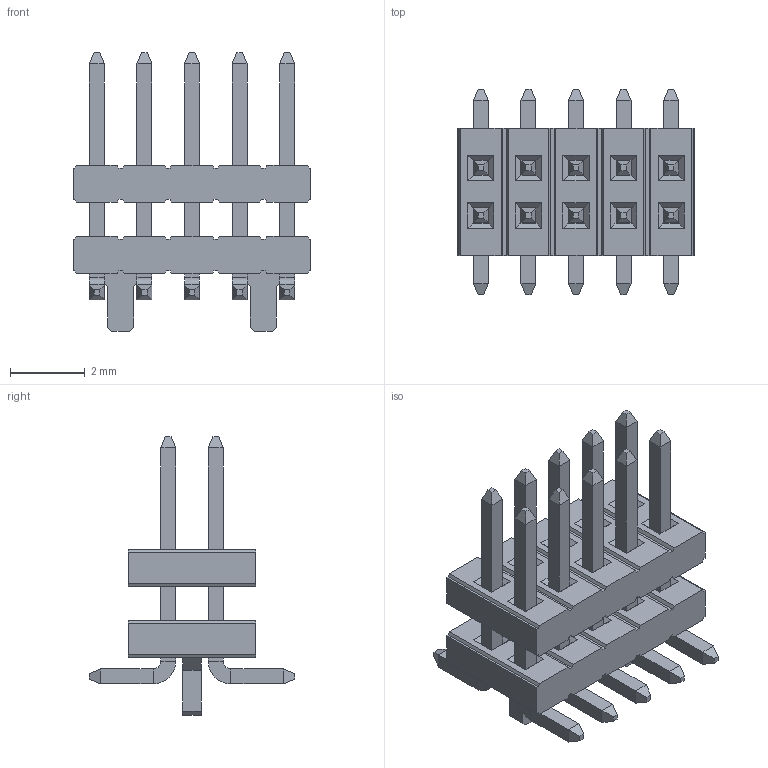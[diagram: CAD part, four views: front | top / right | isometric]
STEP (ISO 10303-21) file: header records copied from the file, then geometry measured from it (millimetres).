
FILE_DESCRIPTION(/* description */ (''),/* implementation_level */ '2;1');
FILE_NAME(/* name */ '7073-010-10-20-10-xx-xx.stp',/* time_stamp */ '2025-08-07T14:02:43+02:00',/* author */ ('Andreas.Larin'),/* organization */ (''),/* preprocessor_version */ 'ST-DEVELOPER v20',/* originating_system */ 'Autodesk Inventor 2025',/* authorisation */ '');
FILE_SCHEMA (('AUTOMOTIVE_DESIGN { 1 0 10303 214 3 1 1 }'));
Length unit declared in the file: millimetre
Products named in the file (1): 7073-010-10-20-10-xx-xx
Bounding box: 6.35 x 5.5 x 7.44 mm (x, y, z)
Volume: 52.8 mm3; surface area: 236.6 mm2
Topology: 1 solids, 1 shells, 496 faces, 1256 edges, 784 vertices
Faces by surface type: plane 476, cylinder 20
Entity records: 15013 total; most frequent: CARTESIAN_POINT 2537, ORIENTED_EDGE 2512, DIRECTION 2290, EDGE_CURVE 1256, LINE 1216, VECTOR 1216, VERTEX_POINT 784, AXIS2_PLACEMENT_3D 537
